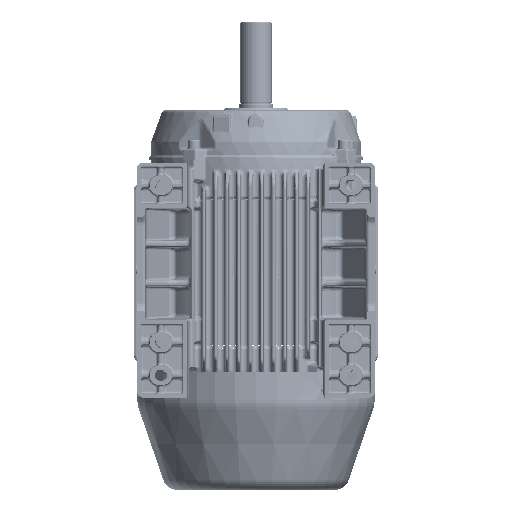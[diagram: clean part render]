
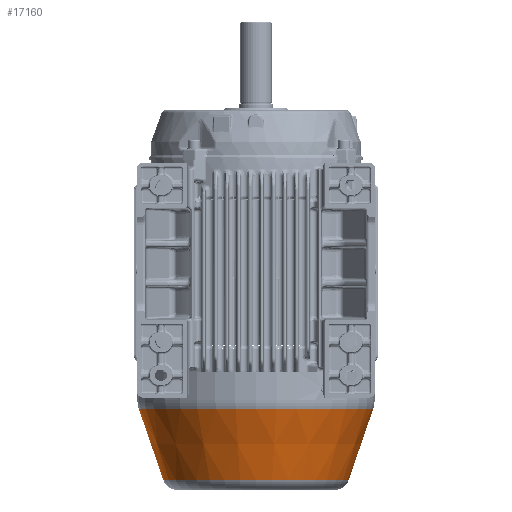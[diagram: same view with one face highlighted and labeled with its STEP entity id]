
A CAD part, front view. The second image highlights one B-rep face of the part: STEP entity #17160.
In plain terms, the highlighted conical face has half-angle 19 degrees and reference radius 123.91 mm.
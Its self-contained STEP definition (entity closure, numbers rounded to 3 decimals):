
#4523=CONICAL_SURFACE('',#112902,123.91,19.);
#7087=FACE_BOUND('',#30882,.T.);
#7088=FACE_BOUND('',#30883,.T.);
#10827=CIRCLE('',#112899,156.593);
#10828=CIRCLE('',#112901,123.91);
#17160=ADVANCED_FACE('',(#7087,#7088),#4523,.T.);
#30882=EDGE_LOOP('',(#58087));
#30883=EDGE_LOOP('',(#58088));
#58087=ORIENTED_EDGE('',*,*,#90354,.T.);
#58088=ORIENTED_EDGE('',*,*,#90355,.F.);
#75474=VERTEX_POINT('',#220652);
#75475=VERTEX_POINT('',#220655);
#90354=EDGE_CURVE('',#75474,#75474,#10827,.T.);
#90355=EDGE_CURVE('',#75475,#75475,#10828,.T.);
#112899=AXIS2_PLACEMENT_3D('',#220651,#132199,#132200);
#112901=AXIS2_PLACEMENT_3D('',#220654,#132203,#132204);
#112902=AXIS2_PLACEMENT_3D('',#220656,#132205,#132206);
#132199=DIRECTION('',(0.,0.,-1.));
#132200=DIRECTION('',(-1.,0.,0.));
#132203=DIRECTION('',(0.,0.,-1.));
#132204=DIRECTION('',(-1.,0.,0.));
#132205=DIRECTION('',(0.,0.,1.));
#132206=DIRECTION('',(1.,0.,0.));
#220651=CARTESIAN_POINT('',(0.,0.,-407.094));
#220652=CARTESIAN_POINT('',(-156.593,0.,-407.094));
#220654=CARTESIAN_POINT('',(0.,0.,-502.011));
#220655=CARTESIAN_POINT('',(-123.91,0.,-502.011));
#220656=CARTESIAN_POINT('',(0.,0.,-502.011));
